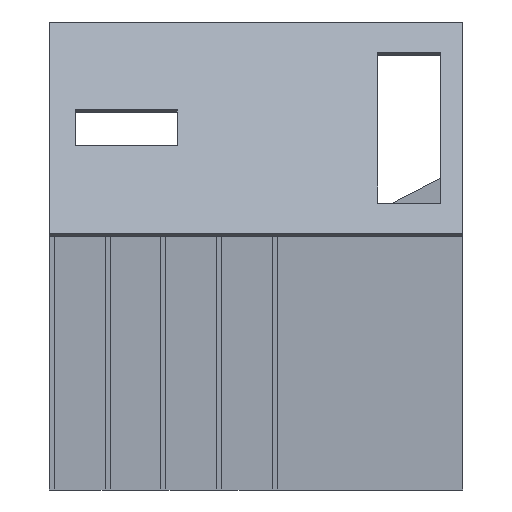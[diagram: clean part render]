
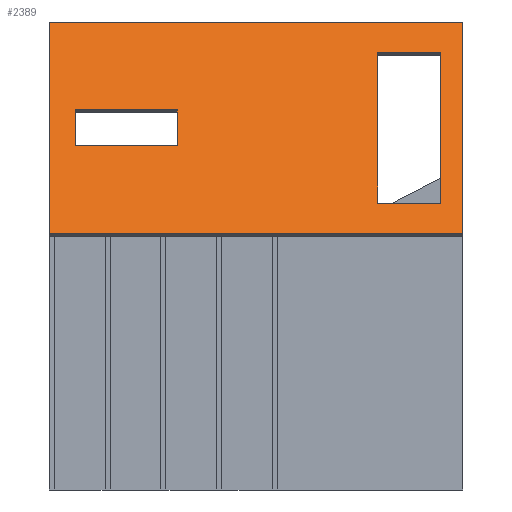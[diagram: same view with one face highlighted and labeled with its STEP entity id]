
A CAD part, left-side view. The second image highlights one B-rep face of the part: STEP entity #2389.
In plain terms, the highlighted free-form (B-spline) face has degree [1, 1] with [2, 2] control points.
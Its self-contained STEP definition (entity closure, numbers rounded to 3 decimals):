
#2291 = VERTEX_POINT('',#2292);
#2292 = CARTESIAN_POINT('',(1719.158,1354.775,
    1726.49));
#2297 = EDGE_CURVE('',#2298,#2291,#2300,.T.);
#2298 = VERTEX_POINT('',#2299);
#2299 = CARTESIAN_POINT('',(1719.158,-486.106,
    1726.49));
#2300 = B_SPLINE_CURVE_WITH_KNOTS('',1,(#2301,#2302),.UNSPECIFIED.,.F.,
  .F.,(2,2),(0.,1630.),.PIECEWISE_BEZIER_KNOTS.);
#2301 = CARTESIAN_POINT('',(1719.158,-486.106,
    1726.49));
#2302 = CARTESIAN_POINT('',(1719.158,1354.775,
    1726.49));
#2325 = VERTEX_POINT('',#2326);
#2326 = CARTESIAN_POINT('',(1095.598,1354.775,
    784.864));
#2331 = EDGE_CURVE('',#2291,#2325,#2332,.T.);
#2332 = B_SPLINE_CURVE_WITH_KNOTS('',1,(#2333,#2334),.UNSPECIFIED.,.F.,
  .F.,(2,2),(-1000.,-0.),.PIECEWISE_BEZIER_KNOTS.);
#2333 = CARTESIAN_POINT('',(1719.158,1354.775,
    1726.49));
#2334 = CARTESIAN_POINT('',(1095.598,1354.775,
    784.864));
#2353 = VERTEX_POINT('',#2354);
#2354 = CARTESIAN_POINT('',(1095.598,-486.106,
    784.864));
#2359 = EDGE_CURVE('',#2325,#2353,#2360,.T.);
#2360 = B_SPLINE_CURVE_WITH_KNOTS('',1,(#2361,#2362),.UNSPECIFIED.,.F.,
  .F.,(2,2),(-1630.,-0.),.PIECEWISE_BEZIER_KNOTS.);
#2361 = CARTESIAN_POINT('',(1095.598,1354.775,
    784.864));
#2362 = CARTESIAN_POINT('',(1095.598,-486.106,
    784.864));
#2379 = EDGE_CURVE('',#2353,#2298,#2380,.T.);
#2380 = B_SPLINE_CURVE_WITH_KNOTS('',1,(#2381,#2382),.UNSPECIFIED.,.F.,
  .F.,(2,2),(0.,1000.),.PIECEWISE_BEZIER_KNOTS.);
#2381 = CARTESIAN_POINT('',(1095.598,-486.106,
    784.864));
#2382 = CARTESIAN_POINT('',(1719.158,-486.106,
    1726.49));
#2389 = ADVANCED_FACE('',(#2390,#2420,#2450),#2456,.F.);
#2390 = FACE_BOUND('',#2391,.T.);
#2391 = EDGE_LOOP('',(#2392,#2401,#2408,#2415));
#2392 = ORIENTED_EDGE('',*,*,#2393,.F.);
#2393 = EDGE_CURVE('',#2394,#2396,#2398,.T.);
#2394 = VERTEX_POINT('',#2395);
#2395 = CARTESIAN_POINT('',(1459.805,1239.949,
    1334.845));
#2396 = VERTEX_POINT('',#2397);
#2397 = CARTESIAN_POINT('',(1354.951,1239.949,
    1176.508));
#2398 = B_SPLINE_CURVE_WITH_KNOTS('',1,(#2399,#2400),.UNSPECIFIED.,.F.,
  .F.,(2,2),(-168.153,-0.),.PIECEWISE_BEZIER_KNOTS.);
#2399 = CARTESIAN_POINT('',(1459.805,1239.949,
    1334.845));
#2400 = CARTESIAN_POINT('',(1354.951,1239.949,
    1176.508));
#2401 = ORIENTED_EDGE('',*,*,#2402,.F.);
#2402 = EDGE_CURVE('',#2403,#2394,#2405,.T.);
#2403 = VERTEX_POINT('',#2404);
#2404 = CARTESIAN_POINT('',(1459.805,785.293,
    1334.845));
#2405 = B_SPLINE_CURVE_WITH_KNOTS('',1,(#2406,#2407),.UNSPECIFIED.,.F.,
  .F.,(2,2),(0.,402.574),.PIECEWISE_BEZIER_KNOTS.);
#2406 = CARTESIAN_POINT('',(1459.805,785.293,
    1334.845));
#2407 = CARTESIAN_POINT('',(1459.805,1239.949,
    1334.845));
#2408 = ORIENTED_EDGE('',*,*,#2409,.F.);
#2409 = EDGE_CURVE('',#2410,#2403,#2412,.T.);
#2410 = VERTEX_POINT('',#2411);
#2411 = CARTESIAN_POINT('',(1354.951,785.293,
    1176.508));
#2412 = B_SPLINE_CURVE_WITH_KNOTS('',1,(#2413,#2414),.UNSPECIFIED.,.F.,
  .F.,(2,2),(0.,168.153),.PIECEWISE_BEZIER_KNOTS.);
#2413 = CARTESIAN_POINT('',(1354.951,785.293,
    1176.508));
#2414 = CARTESIAN_POINT('',(1459.805,785.293,
    1334.845));
#2415 = ORIENTED_EDGE('',*,*,#2416,.F.);
#2416 = EDGE_CURVE('',#2396,#2410,#2417,.T.);
#2417 = B_SPLINE_CURVE_WITH_KNOTS('',1,(#2418,#2419),.UNSPECIFIED.,.F.,
  .F.,(2,2),(-402.574,-0.),.PIECEWISE_BEZIER_KNOTS.);
#2418 = CARTESIAN_POINT('',(1354.951,1239.949,
    1176.508));
#2419 = CARTESIAN_POINT('',(1354.951,785.293,
    1176.508));
#2420 = FACE_BOUND('',#2421,.T.);
#2421 = EDGE_LOOP('',(#2422,#2431,#2438,#2445));
#2422 = ORIENTED_EDGE('',*,*,#2423,.F.);
#2423 = EDGE_CURVE('',#2424,#2426,#2428,.T.);
#2424 = VERTEX_POINT('',#2425);
#2425 = CARTESIAN_POINT('',(1629.402,-107.804,
    1590.951));
#2426 = VERTEX_POINT('',#2427);
#2427 = CARTESIAN_POINT('',(1185.354,-107.804,
    920.402));
#2428 = B_SPLINE_CURVE_WITH_KNOTS('',1,(#2429,#2430),.UNSPECIFIED.,.F.,
  .F.,(2,2),(-712.118,-0.),.PIECEWISE_BEZIER_KNOTS.);
#2429 = CARTESIAN_POINT('',(1629.402,-107.804,
    1590.951));
#2430 = CARTESIAN_POINT('',(1185.354,-107.804,
    920.402));
#2431 = ORIENTED_EDGE('',*,*,#2432,.F.);
#2432 = EDGE_CURVE('',#2433,#2424,#2435,.T.);
#2433 = VERTEX_POINT('',#2434);
#2434 = CARTESIAN_POINT('',(1629.402,-388.574,
    1590.951));
#2435 = B_SPLINE_CURVE_WITH_KNOTS('',1,(#2436,#2437),.UNSPECIFIED.,.F.,
  .F.,(2,2),(0.,248.607),.PIECEWISE_BEZIER_KNOTS.);
#2436 = CARTESIAN_POINT('',(1629.402,-388.574,
    1590.951));
#2437 = CARTESIAN_POINT('',(1629.402,-107.804,
    1590.951));
#2438 = ORIENTED_EDGE('',*,*,#2439,.F.);
#2439 = EDGE_CURVE('',#2440,#2433,#2442,.T.);
#2440 = VERTEX_POINT('',#2441);
#2441 = CARTESIAN_POINT('',(1185.354,-388.574,
    920.402));
#2442 = B_SPLINE_CURVE_WITH_KNOTS('',1,(#2443,#2444),.UNSPECIFIED.,.F.,
  .F.,(2,2),(0.,712.118),.PIECEWISE_BEZIER_KNOTS.);
#2443 = CARTESIAN_POINT('',(1185.354,-388.574,
    920.402));
#2444 = CARTESIAN_POINT('',(1629.402,-388.574,
    1590.951));
#2445 = ORIENTED_EDGE('',*,*,#2446,.F.);
#2446 = EDGE_CURVE('',#2426,#2440,#2447,.T.);
#2447 = B_SPLINE_CURVE_WITH_KNOTS('',1,(#2448,#2449),.UNSPECIFIED.,.F.,
  .F.,(2,2),(-248.607,-0.),.PIECEWISE_BEZIER_KNOTS.);
#2448 = CARTESIAN_POINT('',(1185.354,-107.804,
    920.402));
#2449 = CARTESIAN_POINT('',(1185.354,-388.574,
    920.402));
#2450 = FACE_BOUND('',#2451,.T.);
#2451 = EDGE_LOOP('',(#2452,#2453,#2454,#2455));
#2452 = ORIENTED_EDGE('',*,*,#2297,.T.);
#2453 = ORIENTED_EDGE('',*,*,#2331,.T.);
#2454 = ORIENTED_EDGE('',*,*,#2359,.T.);
#2455 = ORIENTED_EDGE('',*,*,#2379,.T.);
#2456 = B_SPLINE_SURFACE_WITH_KNOTS('',1,1,(
    (#2457,#2458)
    ,(#2459,#2460
    )),.UNSPECIFIED.,.F.,.F.,.F.,(2,2),(2,2),(-500.,500.),(-815.,815.),
  .PIECEWISE_BEZIER_KNOTS.);
#2457 = CARTESIAN_POINT('',(1719.158,-486.106,
    1726.49));
#2458 = CARTESIAN_POINT('',(1719.158,1354.775,
    1726.49));
#2459 = CARTESIAN_POINT('',(1095.598,-486.106,
    784.864));
#2460 = CARTESIAN_POINT('',(1095.598,1354.775,
    784.864));
